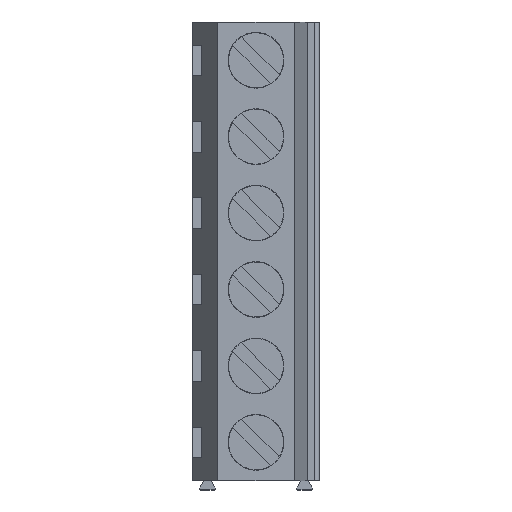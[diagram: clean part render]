
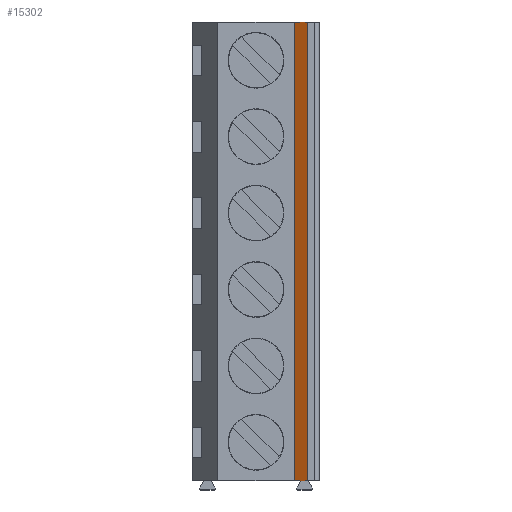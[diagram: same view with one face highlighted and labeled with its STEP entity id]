
A CAD part, top view. The second image highlights one B-rep face of the part: STEP entity #15302.
In plain terms, the highlighted planar face has unit normal (0.978, 0, 0.208).
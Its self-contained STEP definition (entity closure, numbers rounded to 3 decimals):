
#4023 = PLANE('',#4024);
#4024 = AXIS2_PLACEMENT_3D('',#4025,#4026,#4027);
#4025 = CARTESIAN_POINT('',(4.15,-15.,0.));
#4026 = DIRECTION('',(0.,-1.,0.));
#4027 = DIRECTION('',(0.,0.,-1.));
#4257 = PLANE('',#4258);
#4258 = AXIS2_PLACEMENT_3D('',#4259,#4260,#4261);
#4259 = CARTESIAN_POINT('',(4.15,15.,0.));
#4260 = DIRECTION('',(0.,-1.,0.));
#4261 = DIRECTION('',(0.,0.,-1.));
#4960 = VERTEX_POINT('',#4961);
#4961 = CARTESIAN_POINT('',(3.35,-15.,6.));
#4975 = PLANE('',#4976);
#4976 = AXIS2_PLACEMENT_3D('',#4977,#4978,#4979);
#4977 = CARTESIAN_POINT('',(3.35,15.,6.));
#4978 = DIRECTION('',(0.,0.,1.));
#4979 = DIRECTION('',(1.,0.,0.));
#4987 = EDGE_CURVE('',#4988,#4960,#4990,.T.);
#4988 = VERTEX_POINT('',#4989);
#4989 = CARTESIAN_POINT('',(2.5,-15.,10.));
#4990 = SURFACE_CURVE('',#4991,(#4995,#5002),.PCURVE_S1.);
#4991 = LINE('',#4992,#4993);
#4992 = CARTESIAN_POINT('',(2.5,-15.,10.));
#4993 = VECTOR('',#4994,1.);
#4994 = DIRECTION('',(0.208,0.,-0.978)
  );
#4995 = PCURVE('',#4023,#4996);
#4996 = DEFINITIONAL_REPRESENTATION('',(#4997),#5001);
#4997 = LINE('',#4998,#4999);
#4998 = CARTESIAN_POINT('',(-10.,-1.65));
#4999 = VECTOR('',#5000,1.);
#5000 = DIRECTION('',(0.978,0.208));
#5001 = ( GEOMETRIC_REPRESENTATION_CONTEXT(2) 
PARAMETRIC_REPRESENTATION_CONTEXT() REPRESENTATION_CONTEXT('2D SPACE',''
  ) );
#5002 = PCURVE('',#5003,#5008);
#5003 = PLANE('',#5004);
#5004 = AXIS2_PLACEMENT_3D('',#5005,#5006,#5007);
#5005 = CARTESIAN_POINT('',(2.5,15.,10.));
#5006 = DIRECTION('',(0.978,0.,0.208));
#5007 = DIRECTION('',(0.208,0.,-0.978)
  );
#5008 = DEFINITIONAL_REPRESENTATION('',(#5009),#5013);
#5009 = LINE('',#5010,#5011);
#5010 = CARTESIAN_POINT('',(0.,-30.));
#5011 = VECTOR('',#5012,1.);
#5012 = DIRECTION('',(1.,0.));
#5013 = ( GEOMETRIC_REPRESENTATION_CONTEXT(2) 
PARAMETRIC_REPRESENTATION_CONTEXT() REPRESENTATION_CONTEXT('2D SPACE',''
  ) );
#5031 = PLANE('',#5032);
#5032 = AXIS2_PLACEMENT_3D('',#5033,#5034,#5035);
#5033 = CARTESIAN_POINT('',(-2.5,15.,10.));
#5034 = DIRECTION('',(0.,0.,1.));
#5035 = DIRECTION('',(1.,0.,0.));
#6104 = VERTEX_POINT('',#6105);
#6105 = CARTESIAN_POINT('',(3.35,15.,6.));
#6126 = EDGE_CURVE('',#6127,#6104,#6129,.T.);
#6127 = VERTEX_POINT('',#6128);
#6128 = CARTESIAN_POINT('',(2.5,15.,10.));
#6129 = SURFACE_CURVE('',#6130,(#6134,#6141),.PCURVE_S1.);
#6130 = LINE('',#6131,#6132);
#6131 = CARTESIAN_POINT('',(2.5,15.,10.));
#6132 = VECTOR('',#6133,1.);
#6133 = DIRECTION('',(0.208,0.,-0.978)
  );
#6134 = PCURVE('',#4257,#6135);
#6135 = DEFINITIONAL_REPRESENTATION('',(#6136),#6140);
#6136 = LINE('',#6137,#6138);
#6137 = CARTESIAN_POINT('',(-10.,-1.65));
#6138 = VECTOR('',#6139,1.);
#6139 = DIRECTION('',(0.978,0.208));
#6140 = ( GEOMETRIC_REPRESENTATION_CONTEXT(2) 
PARAMETRIC_REPRESENTATION_CONTEXT() REPRESENTATION_CONTEXT('2D SPACE',''
  ) );
#6141 = PCURVE('',#5003,#6142);
#6142 = DEFINITIONAL_REPRESENTATION('',(#6143),#6147);
#6143 = LINE('',#6144,#6145);
#6144 = CARTESIAN_POINT('',(0.,0.));
#6145 = VECTOR('',#6146,1.);
#6146 = DIRECTION('',(1.,0.));
#6147 = ( GEOMETRIC_REPRESENTATION_CONTEXT(2) 
PARAMETRIC_REPRESENTATION_CONTEXT() REPRESENTATION_CONTEXT('2D SPACE',''
  ) );
#15095 = EDGE_CURVE('',#6127,#4988,#15096,.T.);
#15096 = SURFACE_CURVE('',#15097,(#15101,#15108),.PCURVE_S1.);
#15097 = LINE('',#15098,#15099);
#15098 = CARTESIAN_POINT('',(2.5,15.,10.));
#15099 = VECTOR('',#15100,1.);
#15100 = DIRECTION('',(0.,-1.,0.));
#15101 = PCURVE('',#5031,#15102);
#15102 = DEFINITIONAL_REPRESENTATION('',(#15103),#15107);
#15103 = LINE('',#15104,#15105);
#15104 = CARTESIAN_POINT('',(5.,0.));
#15105 = VECTOR('',#15106,1.);
#15106 = DIRECTION('',(0.,-1.));
#15107 = ( GEOMETRIC_REPRESENTATION_CONTEXT(2) 
PARAMETRIC_REPRESENTATION_CONTEXT() REPRESENTATION_CONTEXT('2D SPACE',''
  ) );
#15108 = PCURVE('',#5003,#15109);
#15109 = DEFINITIONAL_REPRESENTATION('',(#15110),#15114);
#15110 = LINE('',#15111,#15112);
#15111 = CARTESIAN_POINT('',(0.,0.));
#15112 = VECTOR('',#15113,1.);
#15113 = DIRECTION('',(0.,-1.));
#15114 = ( GEOMETRIC_REPRESENTATION_CONTEXT(2) 
PARAMETRIC_REPRESENTATION_CONTEXT() REPRESENTATION_CONTEXT('2D SPACE',''
  ) );
#15302 = ADVANCED_FACE('',(#15303),#5003,.T.);
#15303 = FACE_BOUND('',#15304,.T.);
#15304 = EDGE_LOOP('',(#15305,#15306,#15307,#15328));
#15305 = ORIENTED_EDGE('',*,*,#15095,.T.);
#15306 = ORIENTED_EDGE('',*,*,#4987,.T.);
#15307 = ORIENTED_EDGE('',*,*,#15308,.F.);
#15308 = EDGE_CURVE('',#6104,#4960,#15309,.T.);
#15309 = SURFACE_CURVE('',#15310,(#15314,#15321),.PCURVE_S1.);
#15310 = LINE('',#15311,#15312);
#15311 = CARTESIAN_POINT('',(3.35,15.,6.));
#15312 = VECTOR('',#15313,1.);
#15313 = DIRECTION('',(0.,-1.,0.));
#15314 = PCURVE('',#5003,#15315);
#15315 = DEFINITIONAL_REPRESENTATION('',(#15316),#15320);
#15316 = LINE('',#15317,#15318);
#15317 = CARTESIAN_POINT('',(4.089,0.));
#15318 = VECTOR('',#15319,1.);
#15319 = DIRECTION('',(0.,-1.));
#15320 = ( GEOMETRIC_REPRESENTATION_CONTEXT(2) 
PARAMETRIC_REPRESENTATION_CONTEXT() REPRESENTATION_CONTEXT('2D SPACE',''
  ) );
#15321 = PCURVE('',#4975,#15322);
#15322 = DEFINITIONAL_REPRESENTATION('',(#15323),#15327);
#15323 = LINE('',#15324,#15325);
#15324 = CARTESIAN_POINT('',(0.,0.));
#15325 = VECTOR('',#15326,1.);
#15326 = DIRECTION('',(0.,-1.));
#15327 = ( GEOMETRIC_REPRESENTATION_CONTEXT(2) 
PARAMETRIC_REPRESENTATION_CONTEXT() REPRESENTATION_CONTEXT('2D SPACE',''
  ) );
#15328 = ORIENTED_EDGE('',*,*,#6126,.F.);
